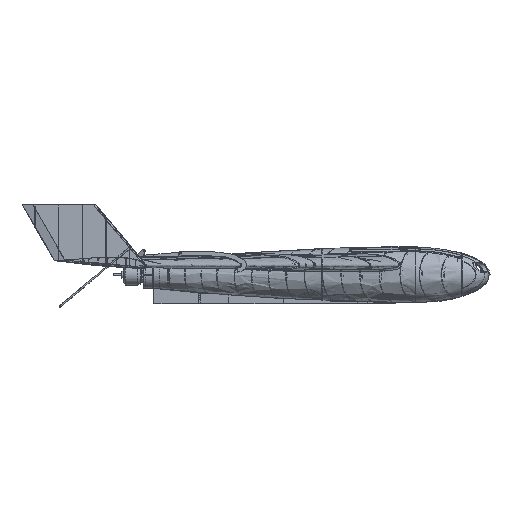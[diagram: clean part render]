
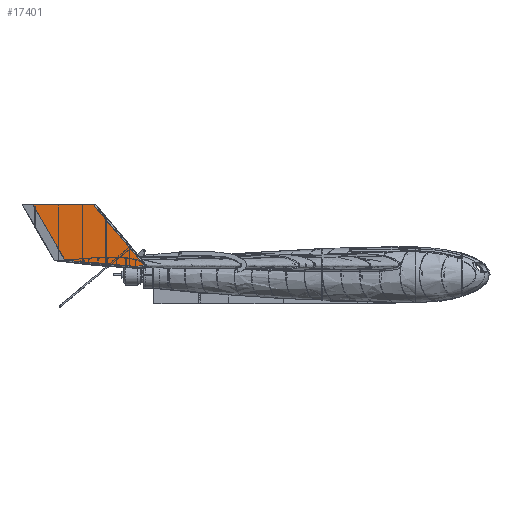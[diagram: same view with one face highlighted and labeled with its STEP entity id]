
A CAD part, left-side view. The second image highlights one B-rep face of the part: STEP entity #17401.
In plain terms, the highlighted free-form (B-spline) face has degree [1, 1] with [2, 2] control points.
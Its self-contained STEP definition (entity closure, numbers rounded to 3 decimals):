
#17104 = VERTEX_POINT('',#17105);
#17105 = CARTESIAN_POINT('',(-622.269,374.63,
    0.776));
#17125 = EDGE_CURVE('',#17126,#17104,#17128,.T.);
#17126 = VERTEX_POINT('',#17127);
#17127 = CARTESIAN_POINT('',(-622.269,389.414,
    -1.099));
#17128 = B_SPLINE_CURVE_WITH_KNOTS('',3,(#17129,#17130,#17131,#17132),
  .UNSPECIFIED.,.F.,.F.,(4,4),(0.,1.),.PIECEWISE_BEZIER_KNOTS.);
#17129 = CARTESIAN_POINT('',(-622.269,389.414,
    -1.099));
#17130 = CARTESIAN_POINT('',(-622.269,384.422,
    -1.35));
#17131 = CARTESIAN_POINT('',(-622.269,379.4,
    -0.714));
#17132 = CARTESIAN_POINT('',(-622.269,374.63,
    0.776));
#17217 = VERTEX_POINT('',#17218);
#17218 = CARTESIAN_POINT('',(-622.269,527.926,
    83.935));
#17231 = VERTEX_POINT('',#17232);
#17232 = CARTESIAN_POINT('',(-622.269,483.677,
    7.292));
#17252 = EDGE_CURVE('',#17231,#17217,#17253,.T.);
#17253 = B_SPLINE_CURVE_WITH_KNOTS('',1,(#17254,#17255),.UNSPECIFIED.,
  .F.,.F.,(2,2),(26.693,113.932),
  .PIECEWISE_BEZIER_KNOTS.);
#17254 = CARTESIAN_POINT('',(-622.269,483.677,
    7.292));
#17255 = CARTESIAN_POINT('',(-622.269,527.926,
    83.935));
#17314 = EDGE_CURVE('',#17217,#17315,#17317,.T.);
#17315 = VERTEX_POINT('',#17316);
#17316 = CARTESIAN_POINT('',(-622.269,444.409,
    83.935));
#17317 = B_SPLINE_CURVE_WITH_KNOTS('',1,(#17318,#17319),.UNSPECIFIED.,
  .F.,.F.,(2,2),(-35.49,46.839),
  .PIECEWISE_BEZIER_KNOTS.);
#17318 = CARTESIAN_POINT('',(-622.269,527.926,
    83.935));
#17319 = CARTESIAN_POINT('',(-622.269,444.409,
    83.935));
#17401 = ADVANCED_FACE('',(#17402),#17418,.T.);
#17402 = FACE_BOUND('',#17403,.T.);
#17403 = EDGE_LOOP('',(#17404,#17405,#17406,#17412,#17413));
#17404 = ORIENTED_EDGE('',*,*,#17314,.F.);
#17405 = ORIENTED_EDGE('',*,*,#17252,.F.);
#17406 = ORIENTED_EDGE('',*,*,#17407,.F.);
#17407 = EDGE_CURVE('',#17126,#17231,#17408,.T.);
#17408 = ( BOUNDED_CURVE() B_SPLINE_CURVE(2,(#17409,#17410,#17411),
.UNSPECIFIED.,.F.,.F.) B_SPLINE_CURVE_WITH_KNOTS((3,3),(0.,
0.077),.PIECEWISE_BEZIER_KNOTS.) CURVE() 
GEOMETRIC_REPRESENTATION_ITEM() RATIONAL_B_SPLINE_CURVE((1.,
0.999,1.)) REPRESENTATION_ITEM('') );
#17409 = CARTESIAN_POINT('',(-622.269,389.414,
    -1.099));
#17410 = CARTESIAN_POINT('',(-622.269,436.707,
    1.278));
#17411 = CARTESIAN_POINT('',(-622.269,483.677,
    7.292));
#17412 = ORIENTED_EDGE('',*,*,#17125,.T.);
#17413 = ORIENTED_EDGE('',*,*,#17414,.F.);
#17414 = EDGE_CURVE('',#17315,#17104,#17415,.T.);
#17415 = B_SPLINE_CURVE_WITH_KNOTS('',1,(#17416,#17417),.UNSPECIFIED.,
  .F.,.F.,(2,2),(-66.238,40.773),
  .PIECEWISE_BEZIER_KNOTS.);
#17416 = CARTESIAN_POINT('',(-622.269,444.409,
    83.935));
#17417 = CARTESIAN_POINT('',(-622.269,374.63,
    0.776));
#17418 = B_SPLINE_SURFACE_WITH_KNOTS('',1,1,(
    (#17419,#17420)
    ,(#17421,#17422
    )),.UNSPECIFIED.,.F.,.F.,.F.,(2,2),(2,2),(-59.455,
    91.659),(-78.638,5.433),
  .PIECEWISE_BEZIER_KNOTS.);
#17419 = CARTESIAN_POINT('',(-622.269,374.63,
    83.935));
#17420 = CARTESIAN_POINT('',(-622.269,374.63,
    -1.35));
#17421 = CARTESIAN_POINT('',(-622.269,527.926,
    83.935));
#17422 = CARTESIAN_POINT('',(-622.269,527.926,
    -1.35));
